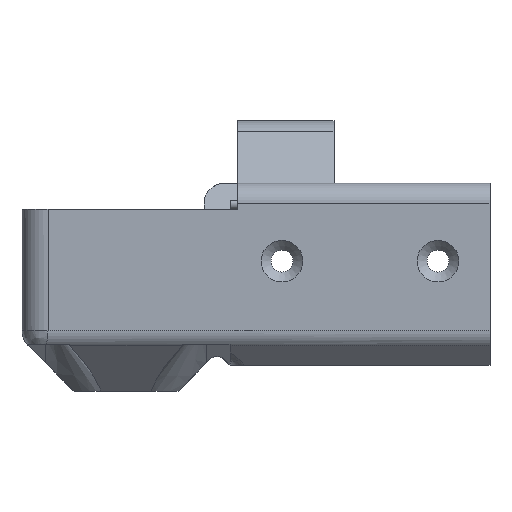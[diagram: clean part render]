
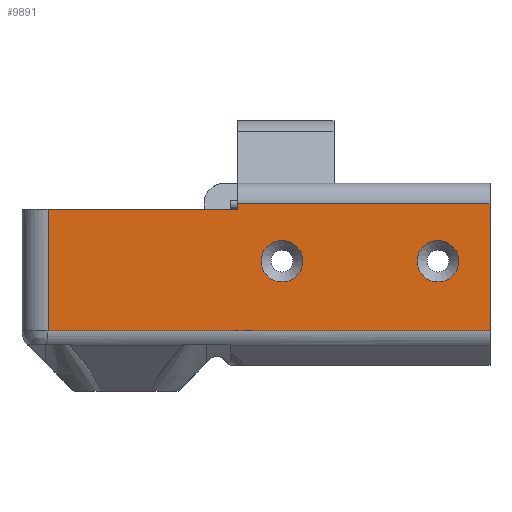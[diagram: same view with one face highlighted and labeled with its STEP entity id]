
A CAD part, left-side view. The second image highlights one B-rep face of the part: STEP entity #9891.
In plain terms, the highlighted planar face has unit normal (-1, 0, 0).
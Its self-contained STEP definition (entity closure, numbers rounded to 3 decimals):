
#129 = PLANE('',#130);
#130 = AXIS2_PLACEMENT_3D('',#131,#132,#133);
#131 = CARTESIAN_POINT('',(-4.712,-7.685,0.));
#132 = DIRECTION('',(0.,0.,1.));
#133 = DIRECTION('',(1.,0.,0.));
#1155 = PLANE('',#1156);
#1156 = AXIS2_PLACEMENT_3D('',#1157,#1158,#1159);
#1157 = CARTESIAN_POINT('',(-7.393,-70.,-11.27));
#1158 = DIRECTION('',(0.,-1.,0.));
#1159 = DIRECTION('',(0.,0.,1.));
#1206 = PLANE('',#1207);
#1207 = AXIS2_PLACEMENT_3D('',#1208,#1209,#1210);
#1208 = CARTESIAN_POINT('',(4.422,-21.5,5.698));
#1209 = DIRECTION('',(0.,1.,0.));
#1210 = DIRECTION('',(0.,0.,-1.));
#2542 = VERTEX_POINT('',#2543);
#2543 = CARTESIAN_POINT('',(-20.,-21.5,0.));
#2564 = EDGE_CURVE('',#2565,#2542,#2567,.T.);
#2565 = VERTEX_POINT('',#2566);
#2566 = CARTESIAN_POINT('',(-20.,15.,0.));
#2567 = SURFACE_CURVE('',#2568,(#2572,#2579),.PCURVE_S1.);
#2568 = LINE('',#2569,#2570);
#2569 = CARTESIAN_POINT('',(-20.,20.,0.));
#2570 = VECTOR('',#2571,1.);
#2571 = DIRECTION('',(-0.,-1.,-0.));
#2572 = PCURVE('',#129,#2573);
#2573 = DEFINITIONAL_REPRESENTATION('',(#2574),#2578);
#2574 = LINE('',#2575,#2576);
#2575 = CARTESIAN_POINT('',(-15.288,27.685));
#2576 = VECTOR('',#2577,1.);
#2577 = DIRECTION('',(-0.,-1.));
#2578 = ( GEOMETRIC_REPRESENTATION_CONTEXT(2) 
PARAMETRIC_REPRESENTATION_CONTEXT() REPRESENTATION_CONTEXT('2D SPACE',''
  ) );
#2579 = PCURVE('',#2580,#2585);
#2580 = PLANE('',#2581);
#2581 = AXIS2_PLACEMENT_3D('',#2582,#2583,#2584);
#2582 = CARTESIAN_POINT('',(-20.,-25.151,-12.151));
#2583 = DIRECTION('',(-1.,-0.,-0.));
#2584 = DIRECTION('',(0.,0.,-1.));
#2585 = DEFINITIONAL_REPRESENTATION('',(#2586),#2590);
#2586 = LINE('',#2587,#2588);
#2587 = CARTESIAN_POINT('',(-12.151,-45.151));
#2588 = VECTOR('',#2589,1.);
#2589 = DIRECTION('',(-0.,1.));
#2590 = ( GEOMETRIC_REPRESENTATION_CONTEXT(2) 
PARAMETRIC_REPRESENTATION_CONTEXT() REPRESENTATION_CONTEXT('2D SPACE',''
  ) );
#2609 = CYLINDRICAL_SURFACE('',#2610,5.);
#2610 = AXIS2_PLACEMENT_3D('',#2611,#2612,#2613);
#2611 = CARTESIAN_POINT('',(-15.,15.,0.));
#2612 = DIRECTION('',(0.,0.,-1.));
#2613 = DIRECTION('',(0.,1.,0.));
#5755 = VERTEX_POINT('',#5756);
#5756 = CARTESIAN_POINT('',(-20.,-21.5,1.));
#5775 = CYLINDRICAL_SURFACE('',#5776,4.);
#5776 = AXIS2_PLACEMENT_3D('',#5777,#5778,#5779);
#5777 = CARTESIAN_POINT('',(-16.,-70.,1.));
#5778 = DIRECTION('',(0.,1.,0.));
#5779 = DIRECTION('',(0.,0.,1.));
#5787 = EDGE_CURVE('',#2542,#5755,#5788,.T.);
#5788 = SURFACE_CURVE('',#5789,(#5793,#5800),.PCURVE_S1.);
#5789 = LINE('',#5790,#5791);
#5790 = CARTESIAN_POINT('',(-20.,-21.5,-6.075));
#5791 = VECTOR('',#5792,1.);
#5792 = DIRECTION('',(0.,0.,1.));
#5793 = PCURVE('',#1206,#5794);
#5794 = DEFINITIONAL_REPRESENTATION('',(#5795),#5799);
#5795 = LINE('',#5796,#5797);
#5796 = CARTESIAN_POINT('',(11.774,24.422));
#5797 = VECTOR('',#5798,1.);
#5798 = DIRECTION('',(-1.,0.));
#5799 = ( GEOMETRIC_REPRESENTATION_CONTEXT(2) 
PARAMETRIC_REPRESENTATION_CONTEXT() REPRESENTATION_CONTEXT('2D SPACE',''
  ) );
#5800 = PCURVE('',#2580,#5801);
#5801 = DEFINITIONAL_REPRESENTATION('',(#5802),#5806);
#5802 = LINE('',#5803,#5804);
#5803 = CARTESIAN_POINT('',(-6.075,-3.651));
#5804 = VECTOR('',#5805,1.);
#5805 = DIRECTION('',(-1.,-0.));
#5806 = ( GEOMETRIC_REPRESENTATION_CONTEXT(2) 
PARAMETRIC_REPRESENTATION_CONTEXT() REPRESENTATION_CONTEXT('2D SPACE',''
  ) );
#6231 = VERTEX_POINT('',#6232);
#6232 = CARTESIAN_POINT('',(-20.,-70.,-23.343));
#6247 = CYLINDRICAL_SURFACE('',#6248,4.);
#6248 = AXIS2_PLACEMENT_3D('',#6249,#6250,#6251);
#6249 = CARTESIAN_POINT('',(-16.,-70.,-23.343));
#6250 = DIRECTION('',(0.,1.,0.));
#6251 = DIRECTION('',(-1.,-0.,-0.));
#6259 = EDGE_CURVE('',#6231,#6260,#6262,.T.);
#6260 = VERTEX_POINT('',#6261);
#6261 = CARTESIAN_POINT('',(-20.,-70.,1.));
#6262 = SURFACE_CURVE('',#6263,(#6267,#6274),.PCURVE_S1.);
#6263 = LINE('',#6264,#6265);
#6264 = CARTESIAN_POINT('',(-20.,-70.,-25.));
#6265 = VECTOR('',#6266,1.);
#6266 = DIRECTION('',(0.,0.,1.));
#6267 = PCURVE('',#1155,#6268);
#6268 = DEFINITIONAL_REPRESENTATION('',(#6269),#6273);
#6269 = LINE('',#6270,#6271);
#6270 = CARTESIAN_POINT('',(-13.73,12.607));
#6271 = VECTOR('',#6272,1.);
#6272 = DIRECTION('',(1.,-0.));
#6273 = ( GEOMETRIC_REPRESENTATION_CONTEXT(2) 
PARAMETRIC_REPRESENTATION_CONTEXT() REPRESENTATION_CONTEXT('2D SPACE',''
  ) );
#6274 = PCURVE('',#2580,#6275);
#6275 = DEFINITIONAL_REPRESENTATION('',(#6276),#6280);
#6276 = LINE('',#6277,#6278);
#6277 = CARTESIAN_POINT('',(12.849,44.849));
#6278 = VECTOR('',#6279,1.);
#6279 = DIRECTION('',(-1.,-0.));
#6280 = ( GEOMETRIC_REPRESENTATION_CONTEXT(2) 
PARAMETRIC_REPRESENTATION_CONTEXT() REPRESENTATION_CONTEXT('2D SPACE',''
  ) );
#9891 = ADVANCED_FACE('',(#9892,#9962,#9993),#2580,.T.);
#9892 = FACE_BOUND('',#9893,.F.);
#9893 = EDGE_LOOP('',(#9894,#9917,#9918,#9919,#9940,#9941));
#9894 = ORIENTED_EDGE('',*,*,#9895,.F.);
#9895 = EDGE_CURVE('',#2565,#9896,#9898,.T.);
#9896 = VERTEX_POINT('',#9897);
#9897 = CARTESIAN_POINT('',(-20.,15.,-23.343));
#9898 = SURFACE_CURVE('',#9899,(#9903,#9910),.PCURVE_S1.);
#9899 = LINE('',#9900,#9901);
#9900 = CARTESIAN_POINT('',(-20.,15.,0.));
#9901 = VECTOR('',#9902,1.);
#9902 = DIRECTION('',(0.,0.,-1.));
#9903 = PCURVE('',#2580,#9904);
#9904 = DEFINITIONAL_REPRESENTATION('',(#9905),#9909);
#9905 = LINE('',#9906,#9907);
#9906 = CARTESIAN_POINT('',(-12.151,-40.151));
#9907 = VECTOR('',#9908,1.);
#9908 = DIRECTION('',(1.,-0.));
#9909 = ( GEOMETRIC_REPRESENTATION_CONTEXT(2) 
PARAMETRIC_REPRESENTATION_CONTEXT() REPRESENTATION_CONTEXT('2D SPACE',''
  ) );
#9910 = PCURVE('',#2609,#9911);
#9911 = DEFINITIONAL_REPRESENTATION('',(#9912),#9916);
#9912 = LINE('',#9913,#9914);
#9913 = CARTESIAN_POINT('',(-1.571,0.));
#9914 = VECTOR('',#9915,1.);
#9915 = DIRECTION('',(-0.,1.));
#9916 = ( GEOMETRIC_REPRESENTATION_CONTEXT(2) 
PARAMETRIC_REPRESENTATION_CONTEXT() REPRESENTATION_CONTEXT('2D SPACE',''
  ) );
#9917 = ORIENTED_EDGE('',*,*,#2564,.T.);
#9918 = ORIENTED_EDGE('',*,*,#5787,.T.);
#9919 = ORIENTED_EDGE('',*,*,#9920,.F.);
#9920 = EDGE_CURVE('',#6260,#5755,#9921,.T.);
#9921 = SURFACE_CURVE('',#9922,(#9926,#9933),.PCURVE_S1.);
#9922 = LINE('',#9923,#9924);
#9923 = CARTESIAN_POINT('',(-20.,-70.,1.));
#9924 = VECTOR('',#9925,1.);
#9925 = DIRECTION('',(0.,1.,0.));
#9926 = PCURVE('',#2580,#9927);
#9927 = DEFINITIONAL_REPRESENTATION('',(#9928),#9932);
#9928 = LINE('',#9929,#9930);
#9929 = CARTESIAN_POINT('',(-13.151,44.849));
#9930 = VECTOR('',#9931,1.);
#9931 = DIRECTION('',(-0.,-1.));
#9932 = ( GEOMETRIC_REPRESENTATION_CONTEXT(2) 
PARAMETRIC_REPRESENTATION_CONTEXT() REPRESENTATION_CONTEXT('2D SPACE',''
  ) );
#9933 = PCURVE('',#5775,#9934);
#9934 = DEFINITIONAL_REPRESENTATION('',(#9935),#9939);
#9935 = LINE('',#9936,#9937);
#9936 = CARTESIAN_POINT('',(-1.571,0.));
#9937 = VECTOR('',#9938,1.);
#9938 = DIRECTION('',(-0.,1.));
#9939 = ( GEOMETRIC_REPRESENTATION_CONTEXT(2) 
PARAMETRIC_REPRESENTATION_CONTEXT() REPRESENTATION_CONTEXT('2D SPACE',''
  ) );
#9940 = ORIENTED_EDGE('',*,*,#6259,.F.);
#9941 = ORIENTED_EDGE('',*,*,#9942,.T.);
#9942 = EDGE_CURVE('',#6231,#9896,#9943,.T.);
#9943 = SURFACE_CURVE('',#9944,(#9948,#9955),.PCURVE_S1.);
#9944 = LINE('',#9945,#9946);
#9945 = CARTESIAN_POINT('',(-20.,-70.,-23.343));
#9946 = VECTOR('',#9947,1.);
#9947 = DIRECTION('',(0.,1.,0.));
#9948 = PCURVE('',#2580,#9949);
#9949 = DEFINITIONAL_REPRESENTATION('',(#9950),#9954);
#9950 = LINE('',#9951,#9952);
#9951 = CARTESIAN_POINT('',(11.192,44.849));
#9952 = VECTOR('',#9953,1.);
#9953 = DIRECTION('',(-0.,-1.));
#9954 = ( GEOMETRIC_REPRESENTATION_CONTEXT(2) 
PARAMETRIC_REPRESENTATION_CONTEXT() REPRESENTATION_CONTEXT('2D SPACE',''
  ) );
#9955 = PCURVE('',#6247,#9956);
#9956 = DEFINITIONAL_REPRESENTATION('',(#9957),#9961);
#9957 = LINE('',#9958,#9959);
#9958 = CARTESIAN_POINT('',(-0.,0.));
#9959 = VECTOR('',#9960,1.);
#9960 = DIRECTION('',(-0.,1.));
#9961 = ( GEOMETRIC_REPRESENTATION_CONTEXT(2) 
PARAMETRIC_REPRESENTATION_CONTEXT() REPRESENTATION_CONTEXT('2D SPACE',''
  ) );
#9962 = FACE_BOUND('',#9963,.F.);
#9963 = EDGE_LOOP('',(#9964));
#9964 = ORIENTED_EDGE('',*,*,#9965,.T.);
#9965 = EDGE_CURVE('',#9966,#9966,#9968,.T.);
#9966 = VERTEX_POINT('',#9967);
#9967 = CARTESIAN_POINT('',(-20.,-34.,-10.));
#9968 = SURFACE_CURVE('',#9969,(#9974,#9981),.PCURVE_S1.);
#9969 = CIRCLE('',#9970,4.);
#9970 = AXIS2_PLACEMENT_3D('',#9971,#9972,#9973);
#9971 = CARTESIAN_POINT('',(-20.,-30.,-10.));
#9972 = DIRECTION('',(-1.,0.,0.));
#9973 = DIRECTION('',(0.,-1.,0.));
#9974 = PCURVE('',#2580,#9975);
#9975 = DEFINITIONAL_REPRESENTATION('',(#9976),#9980);
#9976 = CIRCLE('',#9977,4.);
#9977 = AXIS2_PLACEMENT_2D('',#9978,#9979);
#9978 = CARTESIAN_POINT('',(-2.151,4.849));
#9979 = DIRECTION('',(-0.,1.));
#9980 = ( GEOMETRIC_REPRESENTATION_CONTEXT(2) 
PARAMETRIC_REPRESENTATION_CONTEXT() REPRESENTATION_CONTEXT('2D SPACE',''
  ) );
#9981 = PCURVE('',#9982,#9987);
#9982 = CONICAL_SURFACE('',#9983,4.,0.785);
#9983 = AXIS2_PLACEMENT_3D('',#9984,#9985,#9986);
#9984 = CARTESIAN_POINT('',(-20.,-30.,-10.));
#9985 = DIRECTION('',(-1.,0.,0.));
#9986 = DIRECTION('',(0.,-1.,0.));
#9987 = DEFINITIONAL_REPRESENTATION('',(#9988),#9992);
#9988 = LINE('',#9989,#9990);
#9989 = CARTESIAN_POINT('',(0.,-0.));
#9990 = VECTOR('',#9991,1.);
#9991 = DIRECTION('',(1.,-0.));
#9992 = ( GEOMETRIC_REPRESENTATION_CONTEXT(2) 
PARAMETRIC_REPRESENTATION_CONTEXT() REPRESENTATION_CONTEXT('2D SPACE',''
  ) );
#9993 = FACE_BOUND('',#9994,.F.);
#9994 = EDGE_LOOP('',(#9995));
#9995 = ORIENTED_EDGE('',*,*,#9996,.T.);
#9996 = EDGE_CURVE('',#9997,#9997,#9999,.T.);
#9997 = VERTEX_POINT('',#9998);
#9998 = CARTESIAN_POINT('',(-20.,-64.,-10.));
#9999 = SURFACE_CURVE('',#10000,(#10005,#10012),.PCURVE_S1.);
#10000 = CIRCLE('',#10001,4.);
#10001 = AXIS2_PLACEMENT_3D('',#10002,#10003,#10004);
#10002 = CARTESIAN_POINT('',(-20.,-60.,-10.));
#10003 = DIRECTION('',(-1.,0.,0.));
#10004 = DIRECTION('',(0.,-1.,0.));
#10005 = PCURVE('',#2580,#10006);
#10006 = DEFINITIONAL_REPRESENTATION('',(#10007),#10011);
#10007 = CIRCLE('',#10008,4.);
#10008 = AXIS2_PLACEMENT_2D('',#10009,#10010);
#10009 = CARTESIAN_POINT('',(-2.151,34.849));
#10010 = DIRECTION('',(-0.,1.));
#10011 = ( GEOMETRIC_REPRESENTATION_CONTEXT(2) 
PARAMETRIC_REPRESENTATION_CONTEXT() REPRESENTATION_CONTEXT('2D SPACE',''
  ) );
#10012 = PCURVE('',#10013,#10018);
#10013 = CONICAL_SURFACE('',#10014,4.,0.785);
#10014 = AXIS2_PLACEMENT_3D('',#10015,#10016,#10017);
#10015 = CARTESIAN_POINT('',(-20.,-60.,-10.));
#10016 = DIRECTION('',(-1.,0.,0.));
#10017 = DIRECTION('',(0.,-1.,0.));
#10018 = DEFINITIONAL_REPRESENTATION('',(#10019),#10023);
#10019 = LINE('',#10020,#10021);
#10020 = CARTESIAN_POINT('',(0.,-0.));
#10021 = VECTOR('',#10022,1.);
#10022 = DIRECTION('',(1.,-0.));
#10023 = ( GEOMETRIC_REPRESENTATION_CONTEXT(2) 
PARAMETRIC_REPRESENTATION_CONTEXT() REPRESENTATION_CONTEXT('2D SPACE',''
  ) );
